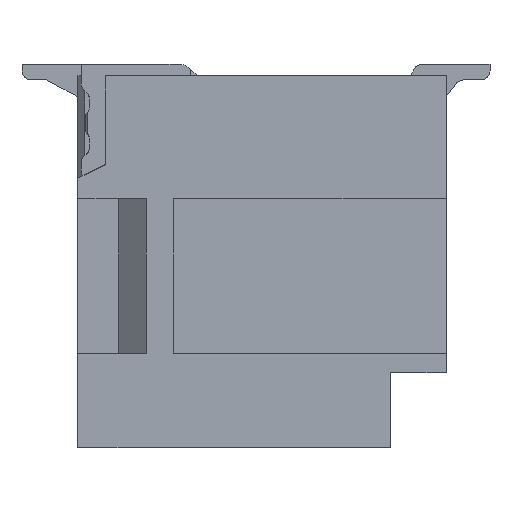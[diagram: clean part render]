
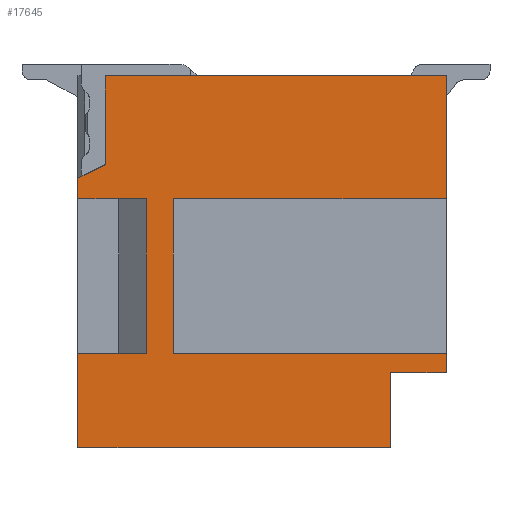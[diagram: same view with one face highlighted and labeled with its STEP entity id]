
A CAD part, front view. The second image highlights one B-rep face of the part: STEP entity #17645.
In plain terms, the highlighted planar face has unit normal (0, -1, 0).
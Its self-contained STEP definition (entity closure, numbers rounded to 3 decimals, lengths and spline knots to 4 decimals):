
#259 = DIRECTION ( 'NONE',  ( 1., 0., 0. ) ) ;
#619 = DIRECTION ( 'NONE',  ( 0., 0., 1. ) ) ;
#1077 = VERTEX_POINT ( 'NONE', #33899 ) ;
#1467 = EDGE_CURVE ( 'NONE', #36546, #21341, #38935, .T. ) ;
#2147 = DIRECTION ( 'NONE',  ( 1., 0., 0. ) ) ;
#2227 = CARTESIAN_POINT ( 'NONE',  ( 5.52, -3.5, -4.35 ) ) ;
#2495 = VECTOR ( 'NONE', #34193, 1000. ) ;
#2521 = EDGE_CURVE ( 'NONE', #16421, #12529, #29480, .T. ) ;
#2522 = VECTOR ( 'NONE', #28423, 1000. ) ;
#2790 = VECTOR ( 'NONE', #17042, 1000. ) ;
#3066 = DIRECTION ( 'NONE',  ( -1., 0., 0. ) ) ;
#3067 = CARTESIAN_POINT ( 'NONE',  ( 5.4, -3.5, 0.12 ) ) ;
#3723 = CARTESIAN_POINT ( 'NONE',  ( 5.4, -3.5, -4.07 ) ) ;
#3910 = VERTEX_POINT ( 'NONE', #8261 ) ;
#4015 = DIRECTION ( 'NONE',  ( 1., 0., 0. ) ) ;
#5163 = VECTOR ( 'NONE', #6581, 1000. ) ;
#5388 = VECTOR ( 'NONE', #3066, 1000. ) ;
#5411 = CARTESIAN_POINT ( 'NONE',  ( -0.1073, -3.5, -1.5537 ) ) ;
#5497 = ORIENTED_EDGE ( 'NONE', *, *, #2521, .F. ) ;
#5654 = LINE ( 'NONE', #38203, #5163 ) ;
#6067 = VECTOR ( 'NONE', #12352, 1000. ) ;
#6476 = ORIENTED_EDGE ( 'NONE', *, *, #30108, .F. ) ;
#6581 = DIRECTION ( 'NONE',  ( 0., 0., -1. ) ) ;
#6802 = CARTESIAN_POINT ( 'NONE',  ( 0.4, -3.5, 0. ) ) ;
#7968 = ORIENTED_EDGE ( 'NONE', *, *, #17408, .F. ) ;
#8121 = VECTOR ( 'NONE', #619, 1000. ) ;
#8261 = CARTESIAN_POINT ( 'NONE',  ( 1.4, -3.5, -1.8 ) ) ;
#8277 = ORIENTED_EDGE ( 'NONE', *, *, #9816, .F. ) ;
#8309 = LINE ( 'NONE', #13080, #21949 ) ;
#8692 = DIRECTION ( 'NONE',  ( -1., 0., 0. ) ) ;
#8921 = CARTESIAN_POINT ( 'NONE',  ( 0., -3.5, -5.45 ) ) ;
#9383 = VERTEX_POINT ( 'NONE', #6802 ) ;
#9816 = EDGE_CURVE ( 'NONE', #3910, #28037, #10062, .T. ) ;
#9874 = VERTEX_POINT ( 'NONE', #11494 ) ;
#10002 = CARTESIAN_POINT ( 'NONE',  ( 0.4, -3.5, -1.42 ) ) ;
#10062 = LINE ( 'NONE', #26723, #23680 ) ;
#10798 = ORIENTED_EDGE ( 'NONE', *, *, #38163, .F. ) ;
#11008 = LINE ( 'NONE', #2227, #24393 ) ;
#11268 = LINE ( 'NONE', #29159, #24854 ) ;
#11367 = DIRECTION ( 'NONE',  ( 0., 0., 1. ) ) ;
#11494 = CARTESIAN_POINT ( 'NONE',  ( 0., -3.5, -4.07 ) ) ;
#11532 = CARTESIAN_POINT ( 'NONE',  ( 4.7, -3.5, -5.45 ) ) ;
#11736 = EDGE_CURVE ( 'NONE', #9383, #40191, #31360, .T. ) ;
#12352 = DIRECTION ( 'NONE',  ( 0., 0., 1. ) ) ;
#12393 = EDGE_CURVE ( 'NONE', #29918, #9383, #20741, .T. ) ;
#12529 = VERTEX_POINT ( 'NONE', #36918 ) ;
#12607 = ORIENTED_EDGE ( 'NONE', *, *, #40238, .F. ) ;
#13080 = CARTESIAN_POINT ( 'NONE',  ( 5.52, -3.5, -4.07 ) ) ;
#13100 = LINE ( 'NONE', #5411, #13561 ) ;
#13561 = VECTOR ( 'NONE', #19912, 1000. ) ;
#13592 = EDGE_CURVE ( 'NONE', #17961, #21050, #11268, .T. ) ;
#13940 = CARTESIAN_POINT ( 'NONE',  ( -0.12, -3.5, 0. ) ) ;
#14906 = VERTEX_POINT ( 'NONE', #28772 ) ;
#15638 = LINE ( 'NONE', #11532, #2495 ) ;
#16233 = VECTOR ( 'NONE', #30140, 1000. ) ;
#16421 = VERTEX_POINT ( 'NONE', #3723 ) ;
#17042 = DIRECTION ( 'NONE',  ( 1., 0., 0. ) ) ;
#17243 = CARTESIAN_POINT ( 'NONE',  ( 4.58, -3.5, -4.23 ) ) ;
#17324 = ORIENTED_EDGE ( 'NONE', *, *, #24832, .F. ) ;
#17408 = EDGE_CURVE ( 'NONE', #30220, #9874, #35460, .T. ) ;
#17645 = ADVANCED_FACE ( 'NONE', ( #34711 ), #34599, .F. ) ;
#17961 = VERTEX_POINT ( 'NONE', #21020 ) ;
#19912 = DIRECTION ( 'NONE',  ( 0.894, 0., 0.447 ) ) ;
#20207 = ORIENTED_EDGE ( 'NONE', *, *, #29253, .F. ) ;
#20741 = LINE ( 'NONE', #10002, #6067 ) ;
#21020 = CARTESIAN_POINT ( 'NONE',  ( 1., -3.5, -4.07 ) ) ;
#21050 = VERTEX_POINT ( 'NONE', #37991 ) ;
#21191 = CARTESIAN_POINT ( 'NONE',  ( 0.4, -3.5, -1.3 ) ) ;
#21341 = VERTEX_POINT ( 'NONE', #26248 ) ;
#21360 = EDGE_CURVE ( 'NONE', #9874, #17961, #8309, .T. ) ;
#21606 = EDGE_LOOP ( 'NONE', ( #33726, #20207, #35597, #32992, #7968, #39309, #32062, #10798, #5497, #12607, #8277, #17324, #36967, #40400, #26273, #6476 ) ) ;
#21949 = VECTOR ( 'NONE', #4015, 1000. ) ;
#22794 = CARTESIAN_POINT ( 'NONE',  ( 5.4, -3.5, 0. ) ) ;
#23173 = EDGE_CURVE ( 'NONE', #14906, #40289, #29777, .T. ) ;
#23311 = DIRECTION ( 'NONE',  ( 0., 0., -1. ) ) ;
#23501 = CARTESIAN_POINT ( 'NONE',  ( -0.12, -3.5, -1.8 ) ) ;
#23680 = VECTOR ( 'NONE', #23311, 1000. ) ;
#24393 = VECTOR ( 'NONE', #8692, 1000. ) ;
#24465 = LINE ( 'NONE', #23501, #24876 ) ;
#24751 = CARTESIAN_POINT ( 'NONE',  ( 0., -3.5, -1.8 ) ) ;
#24759 = CARTESIAN_POINT ( 'NONE',  ( -0.12, -3.5, -1.8 ) ) ;
#24832 = EDGE_CURVE ( 'NONE', #1077, #3910, #32658, .T. ) ;
#24854 = VECTOR ( 'NONE', #11367, 1000. ) ;
#24876 = VECTOR ( 'NONE', #39831, 1000. ) ;
#25076 = CARTESIAN_POINT ( 'NONE',  ( -0.12, -3.5, 0.12 ) ) ;
#25491 = VECTOR ( 'NONE', #28382, 1000. ) ;
#25547 = CARTESIAN_POINT ( 'NONE',  ( 0., -3.5, -5.57 ) ) ;
#26248 = CARTESIAN_POINT ( 'NONE',  ( 0., -3.5, -1.5 ) ) ;
#26273 = ORIENTED_EDGE ( 'NONE', *, *, #12393, .F. ) ;
#26626 = AXIS2_PLACEMENT_3D ( 'NONE', #25076, #37208, #259 ) ;
#26723 = CARTESIAN_POINT ( 'NONE',  ( 1.4, -3.5, -1.68 ) ) ;
#28037 = VERTEX_POINT ( 'NONE', #29365 ) ;
#28167 = EDGE_CURVE ( 'NONE', #40191, #1077, #5654, .T. ) ;
#28382 = DIRECTION ( 'NONE',  ( 0., 0., 1. ) ) ;
#28423 = DIRECTION ( 'NONE',  ( 0., 0., -1. ) ) ;
#28669 = LINE ( 'NONE', #34880, #28738 ) ;
#28738 = VECTOR ( 'NONE', #2147, 1000. ) ;
#28772 = CARTESIAN_POINT ( 'NONE',  ( 4.58, -3.5, -4.35 ) ) ;
#29159 = CARTESIAN_POINT ( 'NONE',  ( 1., -3.5, -1.68 ) ) ;
#29253 = EDGE_CURVE ( 'NONE', #21050, #36546, #24465, .T. ) ;
#29365 = CARTESIAN_POINT ( 'NONE',  ( 1.4, -3.5, -4.07 ) ) ;
#29480 = LINE ( 'NONE', #3067, #2522 ) ;
#29777 = LINE ( 'NONE', #17243, #16233 ) ;
#29918 = VERTEX_POINT ( 'NONE', #21191 ) ;
#30108 = EDGE_CURVE ( 'NONE', #21341, #29918, #13100, .T. ) ;
#30140 = DIRECTION ( 'NONE',  ( 0., 0., -1. ) ) ;
#30220 = VERTEX_POINT ( 'NONE', #8921 ) ;
#31360 = LINE ( 'NONE', #13940, #2790 ) ;
#32002 = EDGE_CURVE ( 'NONE', #40289, #30220, #15638, .T. ) ;
#32062 = ORIENTED_EDGE ( 'NONE', *, *, #23173, .F. ) ;
#32658 = LINE ( 'NONE', #24759, #5388 ) ;
#32992 = ORIENTED_EDGE ( 'NONE', *, *, #21360, .F. ) ;
#33726 = ORIENTED_EDGE ( 'NONE', *, *, #1467, .F. ) ;
#33899 = CARTESIAN_POINT ( 'NONE',  ( 5.4, -3.5, -1.8 ) ) ;
#34193 = DIRECTION ( 'NONE',  ( -1., 0., 0. ) ) ;
#34599 = PLANE ( 'NONE',  #26626 ) ;
#34690 = CARTESIAN_POINT ( 'NONE',  ( 0., -3.5, -5.57 ) ) ;
#34711 = FACE_OUTER_BOUND ( 'NONE', #21606, .T. ) ;
#34880 = CARTESIAN_POINT ( 'NONE',  ( 5.52, -3.5, -4.07 ) ) ;
#35460 = LINE ( 'NONE', #34690, #8121 ) ;
#35597 = ORIENTED_EDGE ( 'NONE', *, *, #13592, .F. ) ;
#36546 = VERTEX_POINT ( 'NONE', #24751 ) ;
#36918 = CARTESIAN_POINT ( 'NONE',  ( 5.4, -3.5, -4.35 ) ) ;
#36967 = ORIENTED_EDGE ( 'NONE', *, *, #28167, .F. ) ;
#37208 = DIRECTION ( 'NONE',  ( 0., 1., 0. ) ) ;
#37991 = CARTESIAN_POINT ( 'NONE',  ( 1., -3.5, -1.8 ) ) ;
#38163 = EDGE_CURVE ( 'NONE', #12529, #14906, #11008, .T. ) ;
#38203 = CARTESIAN_POINT ( 'NONE',  ( 5.4, -3.5, 0.12 ) ) ;
#38935 = LINE ( 'NONE', #25547, #25491 ) ;
#39116 = CARTESIAN_POINT ( 'NONE',  ( 4.58, -3.5, -5.45 ) ) ;
#39309 = ORIENTED_EDGE ( 'NONE', *, *, #32002, .F. ) ;
#39831 = DIRECTION ( 'NONE',  ( -1., 0., 0. ) ) ;
#40191 = VERTEX_POINT ( 'NONE', #22794 ) ;
#40238 = EDGE_CURVE ( 'NONE', #28037, #16421, #28669, .T. ) ;
#40289 = VERTEX_POINT ( 'NONE', #39116 ) ;
#40400 = ORIENTED_EDGE ( 'NONE', *, *, #11736, .F. ) ;
